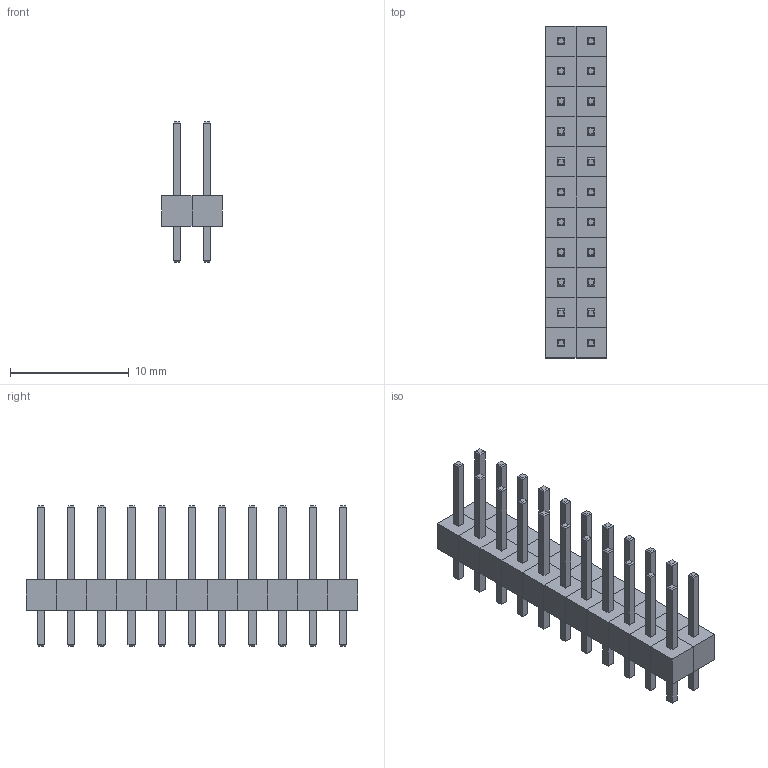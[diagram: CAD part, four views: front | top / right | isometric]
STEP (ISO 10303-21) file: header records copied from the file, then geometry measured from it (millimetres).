
FILE_DESCRIPTION(('STEP AP214'), '1');
FILE_NAME('ﾑﾍﾏ346-6ﾂﾏ21-2', '2019-06-25T14:48:26', ('UNSPECIFIED'), ('UNSPECIFIED'), 'ASCON STEP Converter 1.3', 'ASCON Math Kernel', '');
FILE_SCHEMA(('AUTOMOTIVE_DESIGN { 1 0 10303 214 3 1 1}'));
Length unit declared in the file: millimetre
Assembly tree (22 placements, depth 2):
  (unnamed)
    (unnamed)  x22
Bounding box: 5.08 x 27.94 x 11.8 mm (x, y, z)
Volume: 446.3 mm3; surface area: 1359.9 mm2
Topology: 22 solids, 22 shells, 528 faces, 1145 edges, 706 vertices
Faces by surface type: plane 528
Entity records: 1457 total; most frequent: DIRECTION 147, CARTESIAN_POINT 132, ORIENTED_EDGE 104, LINE 53, VECTOR 53, EDGE_CURVE 52, DATE_AND_TIME 48, CALENDAR_DATE 48
